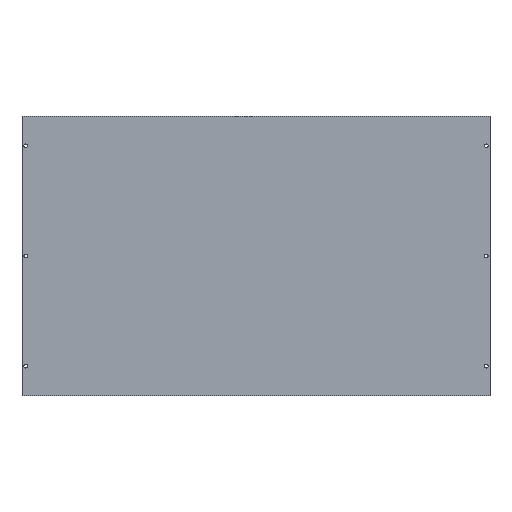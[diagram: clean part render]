
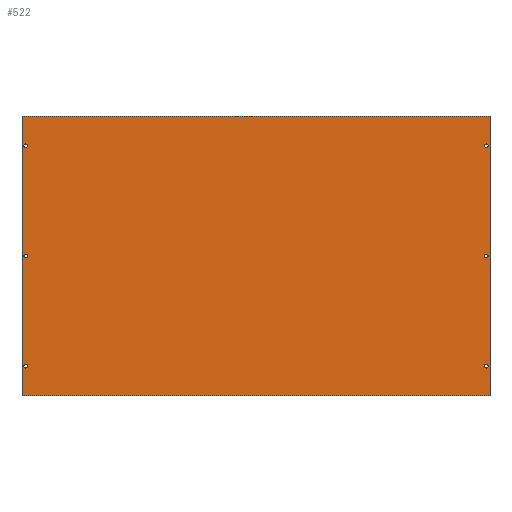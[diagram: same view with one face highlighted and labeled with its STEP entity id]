
A CAD part, top view. The second image highlights one B-rep face of the part: STEP entity #522.
In plain terms, the highlighted planar face has unit normal (0, 0, 1).
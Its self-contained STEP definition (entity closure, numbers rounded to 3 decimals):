
#1 = VERTEX_POINT ( 'NONE', #530 ) ;
#3 = CARTESIAN_POINT ( 'NONE',  ( -315., 0., 3. ) ) ;
#8 = AXIS2_PLACEMENT_3D ( 'NONE', #528, #129, #571 ) ;
#9 = CARTESIAN_POINT ( 'NONE',  ( -312.5, 149.5, 3. ) ) ;
#11 = CARTESIAN_POINT ( 'NONE',  ( 315., -149.5, 3. ) ) ;
#12 = AXIS2_PLACEMENT_3D ( 'NONE', #272, #487, #621 ) ;
#13 = ORIENTED_EDGE ( 'NONE', *, *, #310, .F. ) ;
#18 = CARTESIAN_POINT ( 'NONE',  ( 310., -149.5, 3. ) ) ;
#20 = EDGE_CURVE ( 'NONE', #206, #508, #295, .T. ) ;
#21 = LINE ( 'NONE', #527, #331 ) ;
#24 = DIRECTION ( 'NONE',  ( 1., 0., 0. ) ) ;
#30 = DIRECTION ( 'NONE',  ( 0., 0., 1. ) ) ;
#35 = ORIENTED_EDGE ( 'NONE', *, *, #613, .T. ) ;
#42 = EDGE_CURVE ( 'NONE', #499, #622, #257, .T. ) ;
#45 = CIRCLE ( 'NONE', #12, 2.5 ) ;
#47 = CIRCLE ( 'NONE', #441, 2.5 ) ;
#49 = VERTEX_POINT ( 'NONE', #163 ) ;
#50 = CIRCLE ( 'NONE', #304, 2.5 ) ;
#64 = EDGE_CURVE ( 'NONE', #516, #329, #139, .T. ) ;
#69 = CARTESIAN_POINT ( 'NONE',  ( 312.5, 149.5, 3. ) ) ;
#76 = EDGE_CURVE ( 'NONE', #508, #206, #450, .T. ) ;
#78 = DIRECTION ( 'NONE',  ( 1., 0., 0. ) ) ;
#80 = CARTESIAN_POINT ( 'NONE',  ( 315., 0., 3. ) ) ;
#81 = EDGE_LOOP ( 'NONE', ( #572, #13 ) ) ;
#90 = CIRCLE ( 'NONE', #461, 2.5 ) ;
#93 = DIRECTION ( 'NONE',  ( 0., 0., 1. ) ) ;
#94 = DIRECTION ( 'NONE',  ( -1., 0., 0. ) ) ;
#102 = ORIENTED_EDGE ( 'NONE', *, *, #513, .F. ) ;
#103 = VERTEX_POINT ( 'NONE', #625 ) ;
#120 = DIRECTION ( 'NONE',  ( -1., 0., 0. ) ) ;
#121 = DIRECTION ( 'NONE',  ( 0., 0., 1. ) ) ;
#123 = FACE_BOUND ( 'NONE', #339, .T. ) ;
#124 = EDGE_LOOP ( 'NONE', ( #102, #641 ) ) ;
#125 = EDGE_CURVE ( 'NONE', #622, #350, #21, .T. ) ;
#127 = CARTESIAN_POINT ( 'NONE',  ( -312.5, 0., 3. ) ) ;
#129 = DIRECTION ( 'NONE',  ( 0., 0., 1. ) ) ;
#135 = DIRECTION ( 'NONE',  ( 0., 0., 1. ) ) ;
#139 = CIRCLE ( 'NONE', #8, 2.5 ) ;
#142 = EDGE_CURVE ( 'NONE', #280, #439, #207, .T. ) ;
#144 = EDGE_LOOP ( 'NONE', ( #458, #389 ) ) ;
#161 = CIRCLE ( 'NONE', #282, 2.5 ) ;
#163 = CARTESIAN_POINT ( 'NONE',  ( 310., 149.5, 3. ) ) ;
#167 = PLANE ( 'NONE',  #250 ) ;
#181 = CARTESIAN_POINT ( 'NONE',  ( -312.5, 149.5, 3. ) ) ;
#183 = CIRCLE ( 'NONE', #525, 2.5 ) ;
#184 = ORIENTED_EDGE ( 'NONE', *, *, #351, .F. ) ;
#188 = DIRECTION ( 'NONE',  ( -1., 0., 0. ) ) ;
#193 = AXIS2_PLACEMENT_3D ( 'NONE', #324, #135, #284 ) ;
#199 = DIRECTION ( 'NONE',  ( -1., 0., 0. ) ) ;
#206 = VERTEX_POINT ( 'NONE', #289 ) ;
#207 = CIRCLE ( 'NONE', #333, 2.5 ) ;
#212 = CARTESIAN_POINT ( 'NONE',  ( -312.5, -149.5, 3. ) ) ;
#213 = DIRECTION ( 'NONE',  ( -1., 0., 0. ) ) ;
#215 = VERTEX_POINT ( 'NONE', #377 ) ;
#216 = CARTESIAN_POINT ( 'NONE',  ( 0., 0., 3. ) ) ;
#234 = EDGE_CURVE ( 'NONE', #266, #644, #161, .T. ) ;
#239 = CARTESIAN_POINT ( 'NONE',  ( -315., 149.5, 3. ) ) ;
#250 = AXIS2_PLACEMENT_3D ( 'NONE', #216, #429, #78 ) ;
#251 = VECTOR ( 'NONE', #520, 1000. ) ;
#253 = EDGE_LOOP ( 'NONE', ( #464, #321, #492, #35 ) ) ;
#257 = LINE ( 'NONE', #469, #509 ) ;
#266 = VERTEX_POINT ( 'NONE', #239 ) ;
#269 = CARTESIAN_POINT ( 'NONE',  ( 317.5, 189.5, 3. ) ) ;
#272 = CARTESIAN_POINT ( 'NONE',  ( 312.5, 149.5, 3. ) ) ;
#280 = VERTEX_POINT ( 'NONE', #11 ) ;
#282 = AXIS2_PLACEMENT_3D ( 'NONE', #181, #546, #387 ) ;
#284 = DIRECTION ( 'NONE',  ( 1., 0., 0. ) ) ;
#289 = CARTESIAN_POINT ( 'NONE',  ( -310., -149.5, 3. ) ) ;
#295 = CIRCLE ( 'NONE', #193, 2.5 ) ;
#297 = AXIS2_PLACEMENT_3D ( 'NONE', #212, #629, #24 ) ;
#300 = AXIS2_PLACEMENT_3D ( 'NONE', #69, #121, #199 ) ;
#304 = AXIS2_PLACEMENT_3D ( 'NONE', #9, #407, #505 ) ;
#307 = EDGE_CURVE ( 'NONE', #543, #1, #90, .T. ) ;
#310 = EDGE_CURVE ( 'NONE', #644, #266, #50, .T. ) ;
#314 = CARTESIAN_POINT ( 'NONE',  ( -310., 0., 3. ) ) ;
#317 = DIRECTION ( 'NONE',  ( 1., 0., 0. ) ) ;
#320 = FACE_BOUND ( 'NONE', #409, .T. ) ;
#321 = ORIENTED_EDGE ( 'NONE', *, *, #42, .T. ) ;
#324 = CARTESIAN_POINT ( 'NONE',  ( -312.5, -149.5, 3. ) ) ;
#325 = CARTESIAN_POINT ( 'NONE',  ( 312.5, -149.5, 3. ) ) ;
#329 = VERTEX_POINT ( 'NONE', #3 ) ;
#331 = VECTOR ( 'NONE', #362, 1000. ) ;
#333 = AXIS2_PLACEMENT_3D ( 'NONE', #325, #93, #94 ) ;
#338 = FACE_OUTER_BOUND ( 'NONE', #253, .T. ) ;
#339 = EDGE_LOOP ( 'NONE', ( #478, #526 ) ) ;
#341 = CARTESIAN_POINT ( 'NONE',  ( -317.5, -189.5, 3. ) ) ;
#343 = FACE_BOUND ( 'NONE', #124, .T. ) ;
#350 = VERTEX_POINT ( 'NONE', #341 ) ;
#351 = EDGE_CURVE ( 'NONE', #1, #543, #47, .T. ) ;
#362 = DIRECTION ( 'NONE',  ( 0., -1., 0. ) ) ;
#364 = DIRECTION ( 'NONE',  ( 0., 0., 1. ) ) ;
#367 = EDGE_CURVE ( 'NONE', #329, #516, #451, .T. ) ;
#377 = CARTESIAN_POINT ( 'NONE',  ( 315., 149.5, 3. ) ) ;
#387 = DIRECTION ( 'NONE',  ( 1., 0., 0. ) ) ;
#389 = ORIENTED_EDGE ( 'NONE', *, *, #64, .F. ) ;
#396 = FACE_BOUND ( 'NONE', #144, .T. ) ;
#404 = ORIENTED_EDGE ( 'NONE', *, *, #20, .F. ) ;
#407 = DIRECTION ( 'NONE',  ( 0., 0., 1. ) ) ;
#409 = EDGE_LOOP ( 'NONE', ( #184, #529 ) ) ;
#412 = CARTESIAN_POINT ( 'NONE',  ( 312.5, 0., 3. ) ) ;
#422 = CARTESIAN_POINT ( 'NONE',  ( 317.5, 189.5, 3. ) ) ;
#429 = DIRECTION ( 'NONE',  ( 0., 0., 1. ) ) ;
#435 = EDGE_LOOP ( 'NONE', ( #607, #404 ) ) ;
#439 = VERTEX_POINT ( 'NONE', #18 ) ;
#441 = AXIS2_PLACEMENT_3D ( 'NONE', #412, #475, #120 ) ;
#450 = CIRCLE ( 'NONE', #297, 2.5 ) ;
#451 = CIRCLE ( 'NONE', #500, 2.5 ) ;
#453 = EDGE_CURVE ( 'NONE', #49, #215, #548, .T. ) ;
#458 = ORIENTED_EDGE ( 'NONE', *, *, #367, .F. ) ;
#461 = AXIS2_PLACEMENT_3D ( 'NONE', #559, #606, #188 ) ;
#464 = ORIENTED_EDGE ( 'NONE', *, *, #467, .T. ) ;
#466 = CARTESIAN_POINT ( 'NONE',  ( -315., -149.5, 3. ) ) ;
#467 = EDGE_CURVE ( 'NONE', #103, #499, #586, .T. ) ;
#469 = CARTESIAN_POINT ( 'NONE',  ( -317.5, 189.5, 3. ) ) ;
#473 = VECTOR ( 'NONE', #317, 1000. ) ;
#475 = DIRECTION ( 'NONE',  ( 0., 0., 1. ) ) ;
#477 = CARTESIAN_POINT ( 'NONE',  ( 312.5, -149.5, 3. ) ) ;
#478 = ORIENTED_EDGE ( 'NONE', *, *, #453, .F. ) ;
#479 = CARTESIAN_POINT ( 'NONE',  ( -317.5, 189.5, 3. ) ) ;
#483 = DIRECTION ( 'NONE',  ( -1., 0., 0. ) ) ;
#487 = DIRECTION ( 'NONE',  ( 0., 0., 1. ) ) ;
#492 = ORIENTED_EDGE ( 'NONE', *, *, #125, .T. ) ;
#499 = VERTEX_POINT ( 'NONE', #422 ) ;
#500 = AXIS2_PLACEMENT_3D ( 'NONE', #127, #364, #560 ) ;
#505 = DIRECTION ( 'NONE',  ( 1., 0., 0. ) ) ;
#508 = VERTEX_POINT ( 'NONE', #466 ) ;
#509 = VECTOR ( 'NONE', #483, 1000. ) ;
#513 = EDGE_CURVE ( 'NONE', #439, #280, #183, .T. ) ;
#515 = LINE ( 'NONE', #627, #473 ) ;
#516 = VERTEX_POINT ( 'NONE', #314 ) ;
#520 = DIRECTION ( 'NONE',  ( 0., 1., 0. ) ) ;
#522 = ADVANCED_FACE ( 'NONE', ( #396, #123, #343, #338, #320, #601, #611 ), #167, .T. ) ;
#525 = AXIS2_PLACEMENT_3D ( 'NONE', #477, #30, #213 ) ;
#526 = ORIENTED_EDGE ( 'NONE', *, *, #616, .F. ) ;
#527 = CARTESIAN_POINT ( 'NONE',  ( -317.5, 189.5, 3. ) ) ;
#528 = CARTESIAN_POINT ( 'NONE',  ( -312.5, 0., 3. ) ) ;
#529 = ORIENTED_EDGE ( 'NONE', *, *, #307, .F. ) ;
#530 = CARTESIAN_POINT ( 'NONE',  ( 310., 0., 3. ) ) ;
#531 = CARTESIAN_POINT ( 'NONE',  ( -310., 149.5, 3. ) ) ;
#543 = VERTEX_POINT ( 'NONE', #80 ) ;
#546 = DIRECTION ( 'NONE',  ( 0., 0., 1. ) ) ;
#548 = CIRCLE ( 'NONE', #300, 2.5 ) ;
#559 = CARTESIAN_POINT ( 'NONE',  ( 312.5, 0., 3. ) ) ;
#560 = DIRECTION ( 'NONE',  ( 1., 0., 0. ) ) ;
#571 = DIRECTION ( 'NONE',  ( 1., 0., 0. ) ) ;
#572 = ORIENTED_EDGE ( 'NONE', *, *, #234, .F. ) ;
#586 = LINE ( 'NONE', #269, #251 ) ;
#601 = FACE_BOUND ( 'NONE', #435, .T. ) ;
#606 = DIRECTION ( 'NONE',  ( 0., 0., 1. ) ) ;
#607 = ORIENTED_EDGE ( 'NONE', *, *, #76, .F. ) ;
#611 = FACE_BOUND ( 'NONE', #81, .T. ) ;
#613 = EDGE_CURVE ( 'NONE', #350, #103, #515, .T. ) ;
#616 = EDGE_CURVE ( 'NONE', #215, #49, #45, .T. ) ;
#621 = DIRECTION ( 'NONE',  ( -1., 0., 0. ) ) ;
#622 = VERTEX_POINT ( 'NONE', #479 ) ;
#625 = CARTESIAN_POINT ( 'NONE',  ( 317.5, -189.5, 3. ) ) ;
#627 = CARTESIAN_POINT ( 'NONE',  ( -317.5, -189.5, 3. ) ) ;
#629 = DIRECTION ( 'NONE',  ( 0., 0., 1. ) ) ;
#641 = ORIENTED_EDGE ( 'NONE', *, *, #142, .F. ) ;
#644 = VERTEX_POINT ( 'NONE', #531 ) ;
